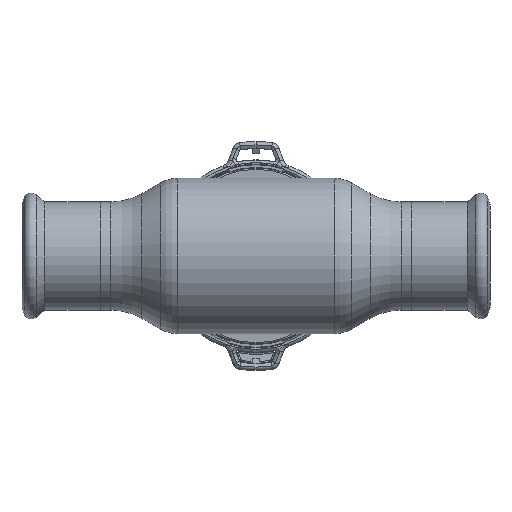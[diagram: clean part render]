
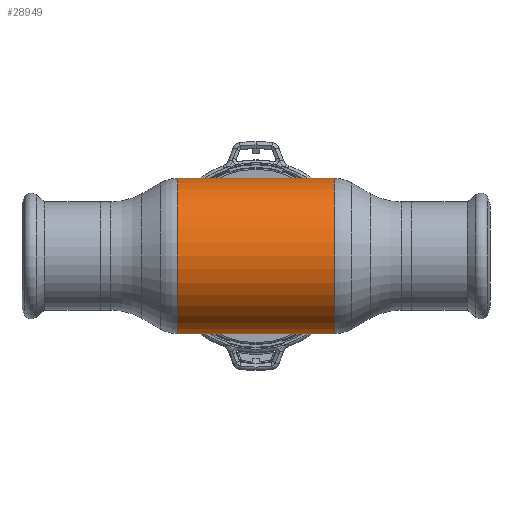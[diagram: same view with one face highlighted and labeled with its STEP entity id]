
A CAD part, front view. The second image highlights one B-rep face of the part: STEP entity #28949.
In plain terms, the highlighted cylindrical face has radius 27.5 mm (diameter 55 mm), a partial arc.
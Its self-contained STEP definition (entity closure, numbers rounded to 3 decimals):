
#3853 = DIRECTION ( 'NONE',  ( -1., 0., 0. ) ) ;
#4082 = DIRECTION ( 'NONE',  ( -1., 0., 0. ) ) ;
#4705 = EDGE_CURVE ( 'NONE', #30180, #19097, #37537, .T. ) ;
#6643 = ORIENTED_EDGE ( 'NONE', *, *, #38132, .T. ) ;
#6684 = ORIENTED_EDGE ( 'NONE', *, *, #22834, .T. ) ;
#6964 = CIRCLE ( 'NONE', #24858, 27.5 ) ;
#7057 = FACE_OUTER_BOUND ( 'NONE', #12487, .T. ) ;
#8136 = LINE ( 'NONE', #26163, #12071 ) ;
#8958 = CARTESIAN_POINT ( 'NONE',  ( -27.785, 0., 0. ) ) ;
#10036 = CARTESIAN_POINT ( 'NONE',  ( -27.785, 0., 27.5 ) ) ;
#11361 = DIRECTION ( 'NONE',  ( -1., 0., 0. ) ) ;
#11742 = VERTEX_POINT ( 'NONE', #10036 ) ;
#12071 = VECTOR ( 'NONE', #11361, 1000. ) ;
#12487 = EDGE_LOOP ( 'NONE', ( #19642, #6643, #6684, #32250 ) ) ;
#18803 = AXIS2_PLACEMENT_3D ( 'NONE', #21487, #3853, #33751 ) ;
#19097 = VERTEX_POINT ( 'NONE', #19169 ) ;
#19169 = CARTESIAN_POINT ( 'NONE',  ( -27.785, 0., -27.5 ) ) ;
#19642 = ORIENTED_EDGE ( 'NONE', *, *, #4705, .F. ) ;
#21177 = DIRECTION ( 'NONE',  ( 0., 0., 1. ) ) ;
#21487 = CARTESIAN_POINT ( 'NONE',  ( -62.69, 0., 0. ) ) ;
#22203 = AXIS2_PLACEMENT_3D ( 'NONE', #8958, #30595, #21177 ) ;
#22236 = CARTESIAN_POINT ( 'NONE',  ( -62.69, 0., -27.5 ) ) ;
#22825 = DIRECTION ( 'NONE',  ( -1., 0., 0. ) ) ;
#22834 = EDGE_CURVE ( 'NONE', #34622, #11742, #8136, .T. ) ;
#23842 = CARTESIAN_POINT ( 'NONE',  ( 27.785, 0., 27.5 ) ) ;
#24858 = AXIS2_PLACEMENT_3D ( 'NONE', #37417, #4082, #31947 ) ;
#24883 = CYLINDRICAL_SURFACE ( 'NONE', #18803, 27.5 ) ;
#25387 = CIRCLE ( 'NONE', #22203, 27.5 ) ;
#26163 = CARTESIAN_POINT ( 'NONE',  ( -62.69, 0., 27.5 ) ) ;
#28837 = CARTESIAN_POINT ( 'NONE',  ( 27.785, 0., -27.5 ) ) ;
#28949 = ADVANCED_FACE ( 'NONE', ( #7057 ), #24883, .T. ) ;
#30180 = VERTEX_POINT ( 'NONE', #28837 ) ;
#30595 = DIRECTION ( 'NONE',  ( -1., 0., 0. ) ) ;
#31947 = DIRECTION ( 'NONE',  ( 0., 0., 1. ) ) ;
#32250 = ORIENTED_EDGE ( 'NONE', *, *, #37081, .F. ) ;
#33751 = DIRECTION ( 'NONE',  ( 0., 0., 1. ) ) ;
#34622 = VERTEX_POINT ( 'NONE', #23842 ) ;
#36048 = VECTOR ( 'NONE', #22825, 1000. ) ;
#37081 = EDGE_CURVE ( 'NONE', #19097, #11742, #25387, .T. ) ;
#37417 = CARTESIAN_POINT ( 'NONE',  ( 27.785, 0., 0. ) ) ;
#37537 = LINE ( 'NONE', #22236, #36048 ) ;
#38132 = EDGE_CURVE ( 'NONE', #30180, #34622, #6964, .T. ) ;
